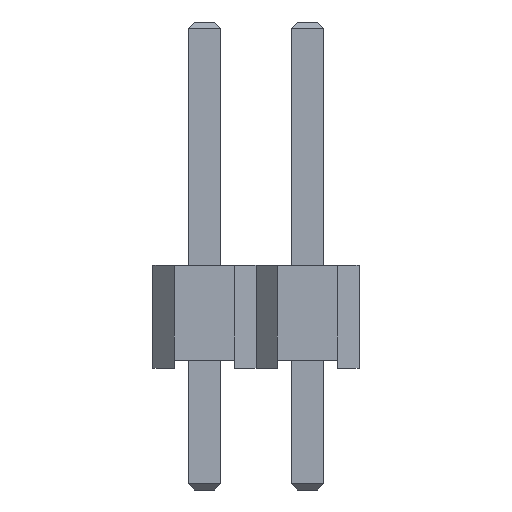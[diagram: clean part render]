
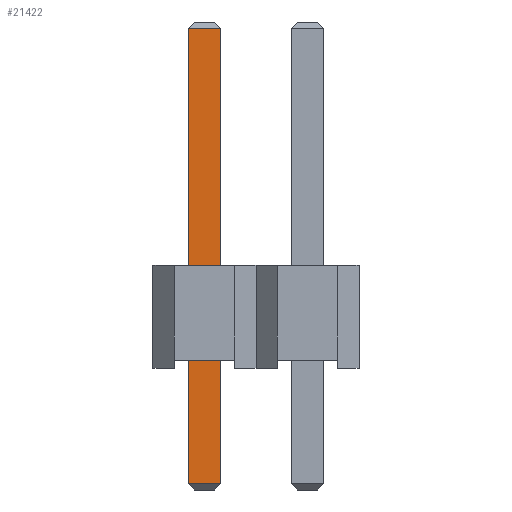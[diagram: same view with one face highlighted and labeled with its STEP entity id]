
A CAD part, front view. The second image highlights one B-rep face of the part: STEP entity #21422.
In plain terms, the highlighted planar face has unit normal (0, -1, 0).
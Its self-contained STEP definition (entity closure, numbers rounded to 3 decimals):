
#21010 = PLANE('',#21011);
#21011 = AXIS2_PLACEMENT_3D('',#21012,#21013,#21014);
#21012 = CARTESIAN_POINT('',(-0.4,-0.4,-3.));
#21013 = DIRECTION('',(-1.,0.,0.));
#21014 = DIRECTION('',(0.,1.,0.));
#21066 = PLANE('',#21067);
#21067 = AXIS2_PLACEMENT_3D('',#21068,#21069,#21070);
#21068 = CARTESIAN_POINT('',(0.4,0.4,-3.));
#21069 = DIRECTION('',(1.,0.,0.));
#21070 = DIRECTION('',(0.,-1.,0.));
#21107 = EDGE_CURVE('',#21108,#21110,#21112,.T.);
#21108 = VERTEX_POINT('',#21109);
#21109 = CARTESIAN_POINT('',(-0.4,-0.4,-2.85));
#21110 = VERTEX_POINT('',#21111);
#21111 = CARTESIAN_POINT('',(-0.4,-0.4,8.39));
#21112 = SURFACE_CURVE('',#21113,(#21117,#21124),.PCURVE_S1.);
#21113 = LINE('',#21114,#21115);
#21114 = CARTESIAN_POINT('',(-0.4,-0.4,-3.));
#21115 = VECTOR('',#21116,1.);
#21116 = DIRECTION('',(0.,0.,1.));
#21117 = PCURVE('',#21010,#21118);
#21118 = DEFINITIONAL_REPRESENTATION('',(#21119),#21123);
#21119 = LINE('',#21120,#21121);
#21120 = CARTESIAN_POINT('',(0.,0.));
#21121 = VECTOR('',#21122,1.);
#21122 = DIRECTION('',(0.,-1.));
#21123 = ( GEOMETRIC_REPRESENTATION_CONTEXT(2) 
PARAMETRIC_REPRESENTATION_CONTEXT() REPRESENTATION_CONTEXT('2D SPACE',''
  ) );
#21124 = PCURVE('',#21125,#21130);
#21125 = PLANE('',#21126);
#21126 = AXIS2_PLACEMENT_3D('',#21127,#21128,#21129);
#21127 = CARTESIAN_POINT('',(0.4,-0.4,-3.));
#21128 = DIRECTION('',(0.,-1.,0.));
#21129 = DIRECTION('',(-1.,0.,0.));
#21130 = DEFINITIONAL_REPRESENTATION('',(#21131),#21135);
#21131 = LINE('',#21132,#21133);
#21132 = CARTESIAN_POINT('',(0.8,0.));
#21133 = VECTOR('',#21134,1.);
#21134 = DIRECTION('',(0.,-1.));
#21135 = ( GEOMETRIC_REPRESENTATION_CONTEXT(2) 
PARAMETRIC_REPRESENTATION_CONTEXT() REPRESENTATION_CONTEXT('2D SPACE',''
  ) );
#21357 = VERTEX_POINT('',#21358);
#21358 = CARTESIAN_POINT('',(0.4,-0.4,8.39));
#21379 = EDGE_CURVE('',#21380,#21357,#21382,.T.);
#21380 = VERTEX_POINT('',#21381);
#21381 = CARTESIAN_POINT('',(0.4,-0.4,-2.85));
#21382 = SURFACE_CURVE('',#21383,(#21387,#21394),.PCURVE_S1.);
#21383 = LINE('',#21384,#21385);
#21384 = CARTESIAN_POINT('',(0.4,-0.4,-3.));
#21385 = VECTOR('',#21386,1.);
#21386 = DIRECTION('',(0.,0.,1.));
#21387 = PCURVE('',#21066,#21388);
#21388 = DEFINITIONAL_REPRESENTATION('',(#21389),#21393);
#21389 = LINE('',#21390,#21391);
#21390 = CARTESIAN_POINT('',(0.8,0.));
#21391 = VECTOR('',#21392,1.);
#21392 = DIRECTION('',(0.,-1.));
#21393 = ( GEOMETRIC_REPRESENTATION_CONTEXT(2) 
PARAMETRIC_REPRESENTATION_CONTEXT() REPRESENTATION_CONTEXT('2D SPACE',''
  ) );
#21394 = PCURVE('',#21125,#21395);
#21395 = DEFINITIONAL_REPRESENTATION('',(#21396),#21400);
#21396 = LINE('',#21397,#21398);
#21397 = CARTESIAN_POINT('',(0.,-0.));
#21398 = VECTOR('',#21399,1.);
#21399 = DIRECTION('',(0.,-1.));
#21400 = ( GEOMETRIC_REPRESENTATION_CONTEXT(2) 
PARAMETRIC_REPRESENTATION_CONTEXT() REPRESENTATION_CONTEXT('2D SPACE',''
  ) );
#21422 = ADVANCED_FACE('',(#21423),#21125,.T.);
#21423 = FACE_BOUND('',#21424,.T.);
#21424 = EDGE_LOOP('',(#21425,#21426,#21452,#21453));
#21425 = ORIENTED_EDGE('',*,*,#21379,.T.);
#21426 = ORIENTED_EDGE('',*,*,#21427,.T.);
#21427 = EDGE_CURVE('',#21357,#21110,#21428,.T.);
#21428 = SURFACE_CURVE('',#21429,(#21433,#21440),.PCURVE_S1.);
#21429 = LINE('',#21430,#21431);
#21430 = CARTESIAN_POINT('',(0.4,-0.4,8.39));
#21431 = VECTOR('',#21432,1.);
#21432 = DIRECTION('',(-1.,0.,0.));
#21433 = PCURVE('',#21125,#21434);
#21434 = DEFINITIONAL_REPRESENTATION('',(#21435),#21439);
#21435 = LINE('',#21436,#21437);
#21436 = CARTESIAN_POINT('',(0.,-11.39));
#21437 = VECTOR('',#21438,1.);
#21438 = DIRECTION('',(1.,0.));
#21439 = ( GEOMETRIC_REPRESENTATION_CONTEXT(2) 
PARAMETRIC_REPRESENTATION_CONTEXT() REPRESENTATION_CONTEXT('2D SPACE',''
  ) );
#21440 = PCURVE('',#21441,#21446);
#21441 = PLANE('',#21442);
#21442 = AXIS2_PLACEMENT_3D('',#21443,#21444,#21445);
#21443 = CARTESIAN_POINT('',(0.4,-0.325,8.465));
#21444 = DIRECTION('',(0.,-0.707,0.707));
#21445 = DIRECTION('',(1.,0.,0.));
#21446 = DEFINITIONAL_REPRESENTATION('',(#21447),#21451);
#21447 = LINE('',#21448,#21449);
#21448 = CARTESIAN_POINT('',(-0.,-0.106));
#21449 = VECTOR('',#21450,1.);
#21450 = DIRECTION('',(-1.,0.));
#21451 = ( GEOMETRIC_REPRESENTATION_CONTEXT(2) 
PARAMETRIC_REPRESENTATION_CONTEXT() REPRESENTATION_CONTEXT('2D SPACE',''
  ) );
#21452 = ORIENTED_EDGE('',*,*,#21107,.F.);
#21453 = ORIENTED_EDGE('',*,*,#21454,.F.);
#21454 = EDGE_CURVE('',#21380,#21108,#21455,.T.);
#21455 = SURFACE_CURVE('',#21456,(#21460,#21467),.PCURVE_S1.);
#21456 = LINE('',#21457,#21458);
#21457 = CARTESIAN_POINT('',(0.4,-0.4,-2.85));
#21458 = VECTOR('',#21459,1.);
#21459 = DIRECTION('',(-1.,0.,0.));
#21460 = PCURVE('',#21125,#21461);
#21461 = DEFINITIONAL_REPRESENTATION('',(#21462),#21466);
#21462 = LINE('',#21463,#21464);
#21463 = CARTESIAN_POINT('',(0.,-0.15));
#21464 = VECTOR('',#21465,1.);
#21465 = DIRECTION('',(1.,0.));
#21466 = ( GEOMETRIC_REPRESENTATION_CONTEXT(2) 
PARAMETRIC_REPRESENTATION_CONTEXT() REPRESENTATION_CONTEXT('2D SPACE',''
  ) );
#21467 = PCURVE('',#21468,#21473);
#21468 = PLANE('',#21469);
#21469 = AXIS2_PLACEMENT_3D('',#21470,#21471,#21472);
#21470 = CARTESIAN_POINT('',(0.4,-0.325,-2.925));
#21471 = DIRECTION('',(0.,0.707,0.707)
  );
#21472 = DIRECTION('',(1.,0.,0.));
#21473 = DEFINITIONAL_REPRESENTATION('',(#21474),#21478);
#21474 = LINE('',#21475,#21476);
#21475 = CARTESIAN_POINT('',(-0.,-0.106));
#21476 = VECTOR('',#21477,1.);
#21477 = DIRECTION('',(-1.,0.));
#21478 = ( GEOMETRIC_REPRESENTATION_CONTEXT(2) 
PARAMETRIC_REPRESENTATION_CONTEXT() REPRESENTATION_CONTEXT('2D SPACE',''
  ) );
